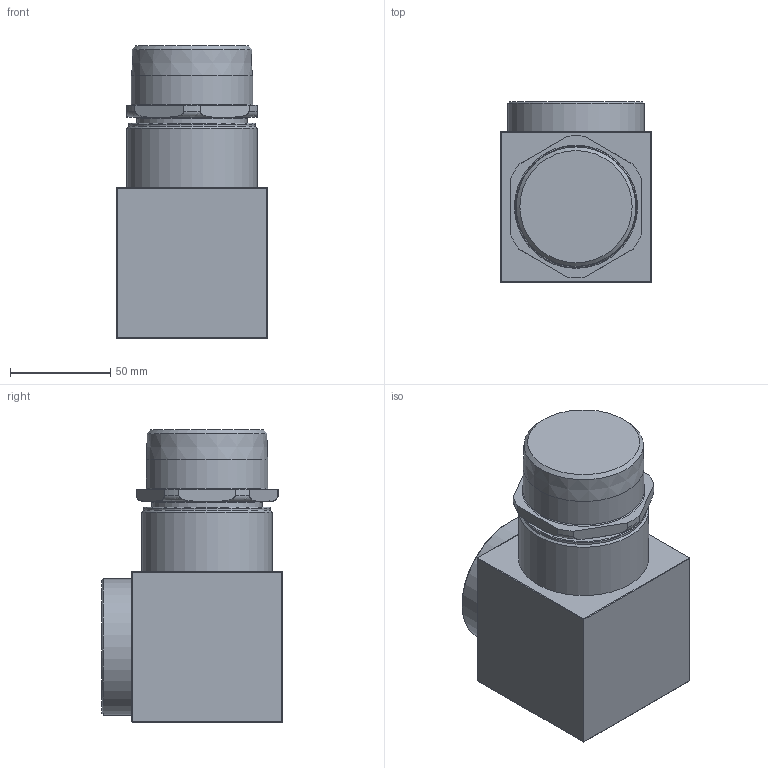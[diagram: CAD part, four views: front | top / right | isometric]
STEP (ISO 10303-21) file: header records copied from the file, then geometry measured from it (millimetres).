
FILE_DESCRIPTION(/* description */ (''),/* implementation_level */ '2;1');
FILE_NAME(/* name */ '493_2_NPT_2_NPT.stp',/* time_stamp */ '2023-08-02T12:26:03+06:00',/* author */ ('pradhakrishnan'),/* organization */ (''),/* preprocessor_version */ 'ST-DEVELOPER v18',/* originating_system */ 'Autodesk Inventor 2020',/* authorisation */ '');
FILE_SCHEMA (('AUTOMOTIVE_DESIGN { 1 0 10303 214 3 1 1 }'));
Length unit declared in the file: millimetre
Products named in the file (1): Part2
Bounding box: 75 x 90 x 145.53 mm (x, y, z)
Volume: 804408.8 mm3; surface area: 68910.4 mm2
Topology: 4 solids, 4 shells, 83 faces, 196 edges, 128 vertices
Faces by surface type: cylinder 28, plane 25, torus 18, sphere 8, cone 4
Full cylindrical faces by diameter (mm): 47.8 x1, 47.9 x1, 52.5 x1, 54.95 x3, 60.33 x1, 63 x1, 65 x1, 68 x1
Entity records: 2738 total; most frequent: CARTESIAN_POINT 576, DIRECTION 480, ORIENTED_EDGE 392, AXIS2_PLACEMENT_3D 212, EDGE_CURVE 196, CIRCLE 128, VERTEX_POINT 128, EDGE_LOOP 92
